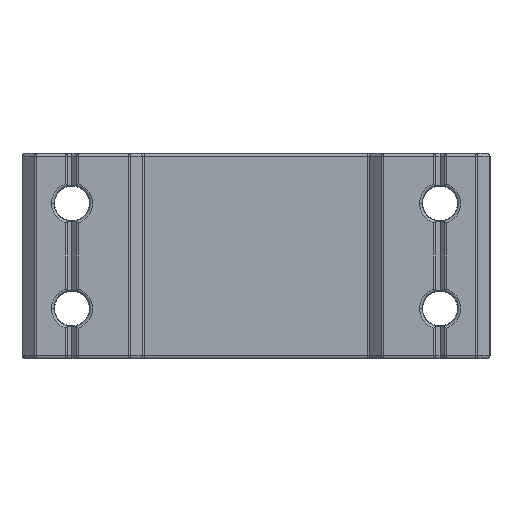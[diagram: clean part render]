
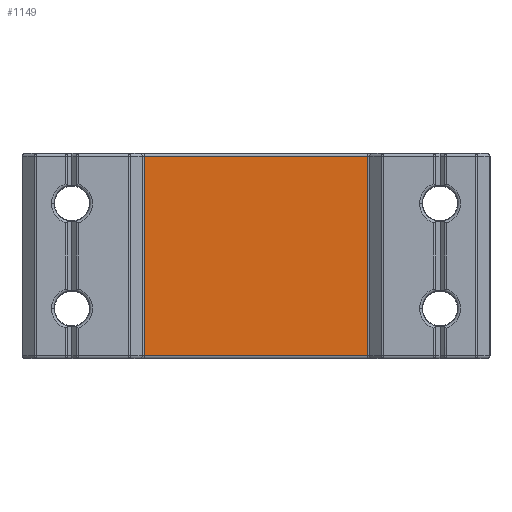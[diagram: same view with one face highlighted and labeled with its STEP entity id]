
A CAD part, front view. The second image highlights one B-rep face of the part: STEP entity #1149.
In plain terms, the highlighted planar face has unit normal (0, -1, 0).
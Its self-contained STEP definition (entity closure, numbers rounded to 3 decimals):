
#442 = ORIENTED_EDGE ( 'NONE', *, *, #2743, .T. ) ;
#822 = VECTOR ( 'NONE', #9962, 1000. ) ;
#856 = LINE ( 'NONE', #5751, #6931 ) ;
#953 = LINE ( 'NONE', #4250, #5096 ) ;
#1149 = ADVANCED_FACE ( 'NONE', ( #7160 ), #9525, .F. ) ;
#1293 = CARTESIAN_POINT ( 'NONE',  ( 21.293, -31.5, 19.5 ) ) ;
#1386 = EDGE_LOOP ( 'NONE', ( #442, #1881, #7819, #4629 ) ) ;
#1765 = CARTESIAN_POINT ( 'NONE',  ( 21.5, -31.5, 19. ) ) ;
#1881 = ORIENTED_EDGE ( 'NONE', *, *, #2320, .T. ) ;
#2020 = VERTEX_POINT ( 'NONE', #4549 ) ;
#2115 = DIRECTION ( 'NONE',  ( 0., 0., 1. ) ) ;
#2320 = EDGE_CURVE ( 'NONE', #2020, #10498, #953, .T. ) ;
#2743 = EDGE_CURVE ( 'NONE', #7424, #2020, #7434, .T. ) ;
#2800 = CARTESIAN_POINT ( 'NONE',  ( 21.293, -31.5, -19. ) ) ;
#3227 = VECTOR ( 'NONE', #2115, 1000. ) ;
#3306 = DIRECTION ( 'NONE',  ( 1., 0., 0. ) ) ;
#3724 = LINE ( 'NONE', #1293, #3227 ) ;
#4250 = CARTESIAN_POINT ( 'NONE',  ( -21.293, -31.5, -19.5 ) ) ;
#4549 = CARTESIAN_POINT ( 'NONE',  ( -21.293, -31.5, 19. ) ) ;
#4603 = DIRECTION ( 'NONE',  ( 0., 1., 0. ) ) ;
#4629 = ORIENTED_EDGE ( 'NONE', *, *, #5163, .T. ) ;
#5075 = DIRECTION ( 'NONE',  ( 0., 0., -1. ) ) ;
#5096 = VECTOR ( 'NONE', #5075, 1000. ) ;
#5163 = EDGE_CURVE ( 'NONE', #5601, #7424, #3724, .T. ) ;
#5601 = VERTEX_POINT ( 'NONE', #2800 ) ;
#5751 = CARTESIAN_POINT ( 'NONE',  ( 21.5, -31.5, -19. ) ) ;
#5801 = AXIS2_PLACEMENT_3D ( 'NONE', #7860, #4603, #10351 ) ;
#6864 = CARTESIAN_POINT ( 'NONE',  ( 21.293, -31.5, 19. ) ) ;
#6931 = VECTOR ( 'NONE', #3306, 1000. ) ;
#7160 = FACE_OUTER_BOUND ( 'NONE', #1386, .T. ) ;
#7424 = VERTEX_POINT ( 'NONE', #6864 ) ;
#7434 = LINE ( 'NONE', #1765, #822 ) ;
#7600 = CARTESIAN_POINT ( 'NONE',  ( -21.293, -31.5, -19. ) ) ;
#7819 = ORIENTED_EDGE ( 'NONE', *, *, #10376, .T. ) ;
#7860 = CARTESIAN_POINT ( 'NONE',  ( 21.5, -31.5, 19.5 ) ) ;
#9525 = PLANE ( 'NONE',  #5801 ) ;
#9962 = DIRECTION ( 'NONE',  ( -1., 0., 0. ) ) ;
#10351 = DIRECTION ( 'NONE',  ( 0., 0., 1. ) ) ;
#10376 = EDGE_CURVE ( 'NONE', #10498, #5601, #856, .T. ) ;
#10498 = VERTEX_POINT ( 'NONE', #7600 ) ;
